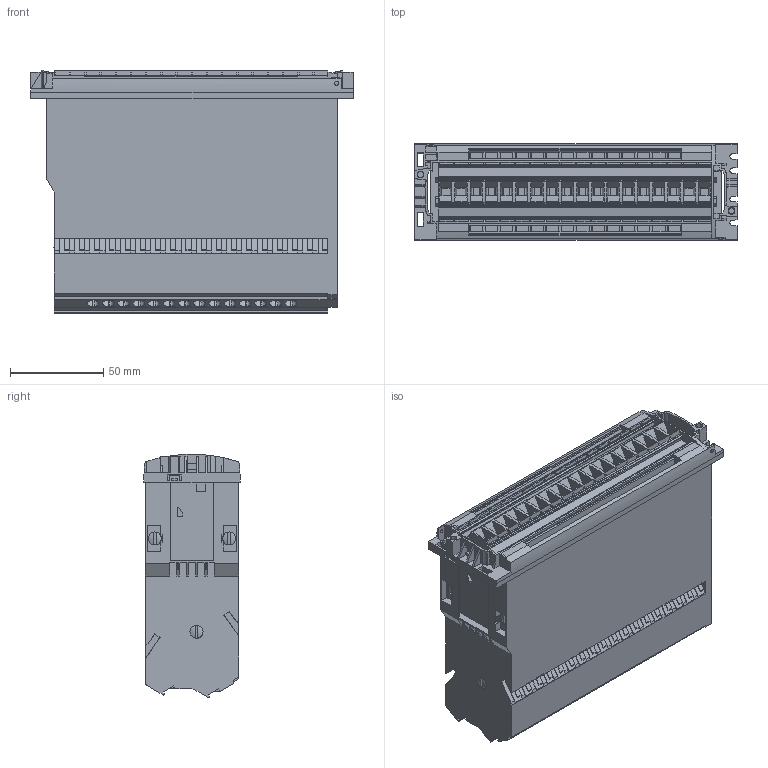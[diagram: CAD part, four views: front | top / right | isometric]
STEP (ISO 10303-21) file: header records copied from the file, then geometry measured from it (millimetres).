
FILE_DESCRIPTION(('Creo Elements/Direct Modeling STEP Export'),'2;1');
FILE_NAME('model.stp','2021-02-25T 6:12:58',(''),(''),'Creo Elements/Direct Modeling STEP processor for AP214 (Solid Model)','Creo Elements/Direct Modeling 20.1D 10-Oct-2020 (C) Parametric Technology GmbH','');
FILE_SCHEMA(('AUTOMOTIVE_DESIGN { 1 0 10303 214 1 1 1 1 }'));
Products named in the file (2): BTFE_6_3_14_4U-select
Assembly tree (1 placements, depth 2):
  BTFE_6_3_14_4U-select
    BTFE_6_3_14_4U-select
Bounding box: 172.6 x 51.5 x 130.44 mm (x, y, z)
Volume: 832589.9 mm3; surface area: 154089.5 mm2
Topology: 1 solids, 1 shells, 3664 faces, 10533 edges, 6998 vertices
Faces by surface type: plane 3397, cone 116, cylinder 111, extrusion 28, sphere 12
Entity records: 149981 total; most frequent: CARTESIAN_POINT 27372, ORIENTED_EDGE 21066, DIRECTION 16795, EDGE_CURVE 10533, VECTOR 9053, LINE 9025, VERTEX_POINT 6998, AXIS2_PLACEMENT_3D 3871
